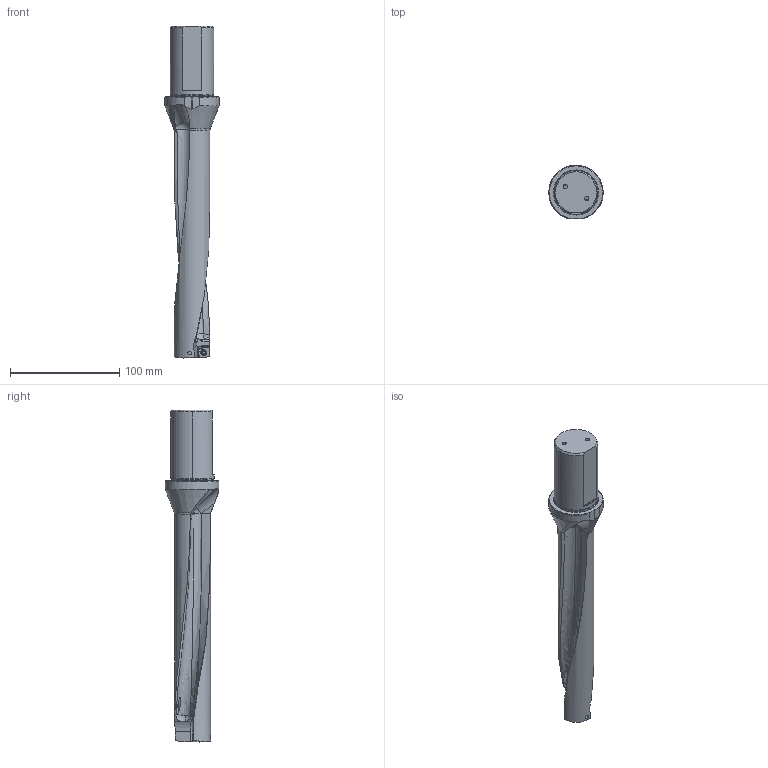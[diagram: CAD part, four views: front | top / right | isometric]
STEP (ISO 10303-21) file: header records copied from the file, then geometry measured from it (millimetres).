
FILE_DESCRIPTION(/* description */ (''),/* implementation_level */ '2;1');
FILE_NAME(/* name */ 'MVX3400X6F40.stp',/* time_stamp */ '2021-04-05T13:01:08+09:00',/* author */ (''),/* organization */ (''),/* preprocessor_version */ 'ST-DEVELOPER v16',/* originating_system */ 'SIEMENS PLM Software NX 10.0',/* authorisation */ '');
FILE_SCHEMA (('AUTOMOTIVE_DESIGN { 1 0 10303 214 3 1 1 1 }'));
Length unit declared in the file: millimetre
Products named in the file (1): MVX3400X6F40_ASM
Bounding box: 50 x 49 x 304.49 mm (x, y, z)
Volume: 203615.5 mm3; surface area: 47767.4 mm2
Topology: 3 solids, 3 shells, 240 faces, 711 edges, 473 vertices
Faces by surface type: cylinder 101, plane 66, cone 29, torus 21, sphere 13, bspline 8, extrusion 2
Entity records: 12307 total; most frequent: CARTESIAN_POINT 5841, ORIENTED_EDGE 1398, DIRECTION 1307, EDGE_CURVE 699, AXIS2_PLACEMENT_3D 531, VERTEX_POINT 468, CIRCLE 253, EDGE_LOOP 251
